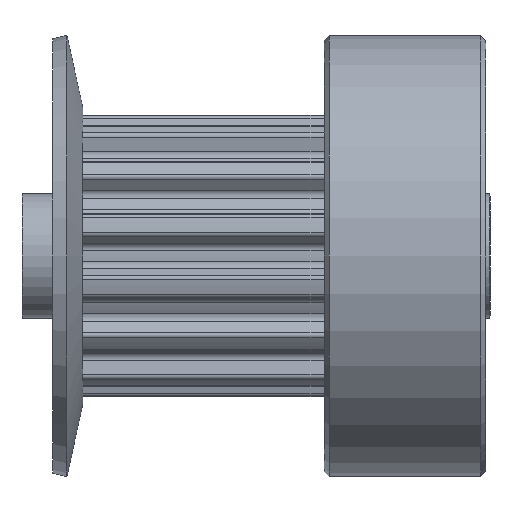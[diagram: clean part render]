
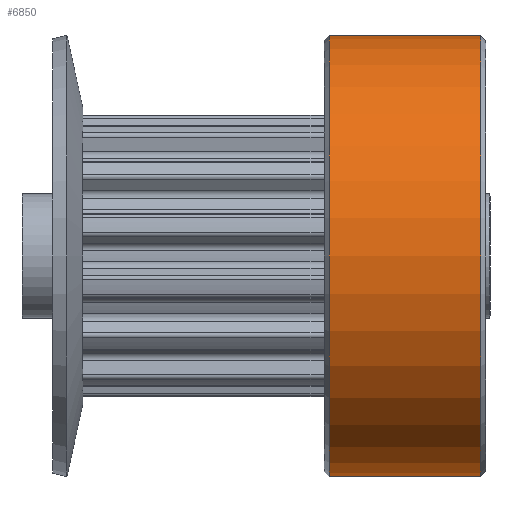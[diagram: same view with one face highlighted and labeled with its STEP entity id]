
A CAD part, front view. The second image highlights one B-rep face of the part: STEP entity #6850.
In plain terms, the highlighted cylindrical face has radius 6.731 mm (diameter 13.462 mm), a partial arc.
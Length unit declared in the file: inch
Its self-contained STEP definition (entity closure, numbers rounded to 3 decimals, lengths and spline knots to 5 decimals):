
#194 = CARTESIAN_POINT ( 'NONE',  ( -0.31404, 0., -0.265 ) ) ;
#797 = VERTEX_POINT ( 'NONE', #6052 ) ;
#835 = CYLINDRICAL_SURFACE ( 'NONE', #4567, 0.265 ) ;
#1025 = FACE_OUTER_BOUND ( 'NONE', #6030, .T. ) ;
#1250 = ORIENTED_EDGE ( 'NONE', *, *, #4710, .T. ) ;
#1271 = VERTEX_POINT ( 'NONE', #2198 ) ;
#1304 = DIRECTION ( 'NONE',  ( -1., 0., 0. ) ) ;
#1413 = LINE ( 'NONE', #194, #6694 ) ;
#1488 = DIRECTION ( 'NONE',  ( 0., 0., 1. ) ) ;
#1529 = EDGE_CURVE ( 'NONE', #1271, #3363, #1413, .T. ) ;
#1593 = CARTESIAN_POINT ( 'NONE',  ( 0.26995, 0., 0. ) ) ;
#2031 = CARTESIAN_POINT ( 'NONE',  ( 0.08805, 0., 0. ) ) ;
#2040 = DIRECTION ( 'NONE',  ( -1., 0., 0. ) ) ;
#2132 = DIRECTION ( 'NONE',  ( 0., 0., -1. ) ) ;
#2198 = CARTESIAN_POINT ( 'NONE',  ( 0.26995, 0., -0.265 ) ) ;
#2235 = LINE ( 'NONE', #5966, #5203 ) ;
#2567 = DIRECTION ( 'NONE',  ( 0., 0., 1. ) ) ;
#3340 = DIRECTION ( 'NONE',  ( -1., 0., 0. ) ) ;
#3363 = VERTEX_POINT ( 'NONE', #4673 ) ;
#3935 = EDGE_CURVE ( 'NONE', #797, #3363, #6779, .T. ) ;
#4046 = VERTEX_POINT ( 'NONE', #6362 ) ;
#4567 = AXIS2_PLACEMENT_3D ( 'NONE', #5724, #2040, #1488 ) ;
#4673 = CARTESIAN_POINT ( 'NONE',  ( 0.08805, 0., -0.265 ) ) ;
#4710 = EDGE_CURVE ( 'NONE', #4046, #797, #2235, .T. ) ;
#4902 = AXIS2_PLACEMENT_3D ( 'NONE', #2031, #5718, #2567 ) ;
#5175 = AXIS2_PLACEMENT_3D ( 'NONE', #1593, #5290, #2132 ) ;
#5203 = VECTOR ( 'NONE', #3340, 39.37008 ) ;
#5290 = DIRECTION ( 'NONE',  ( -1., 0., 0. ) ) ;
#5608 = ORIENTED_EDGE ( 'NONE', *, *, #6325, .T. ) ;
#5718 = DIRECTION ( 'NONE',  ( 1., 0., 0. ) ) ;
#5724 = CARTESIAN_POINT ( 'NONE',  ( -0.31404, 0., 0. ) ) ;
#5801 = ORIENTED_EDGE ( 'NONE', *, *, #1529, .F. ) ;
#5966 = CARTESIAN_POINT ( 'NONE',  ( -0.31404, 0., 0.265 ) ) ;
#6030 = EDGE_LOOP ( 'NONE', ( #5801, #5608, #1250, #6098 ) ) ;
#6052 = CARTESIAN_POINT ( 'NONE',  ( 0.08805, 0., 0.265 ) ) ;
#6098 = ORIENTED_EDGE ( 'NONE', *, *, #3935, .T. ) ;
#6230 = CIRCLE ( 'NONE', #5175, 0.265 ) ;
#6325 = EDGE_CURVE ( 'NONE', #1271, #4046, #6230, .T. ) ;
#6362 = CARTESIAN_POINT ( 'NONE',  ( 0.26995, 0., 0.265 ) ) ;
#6694 = VECTOR ( 'NONE', #1304, 39.37008 ) ;
#6779 = CIRCLE ( 'NONE', #4902, 0.265 ) ;
#6850 = ADVANCED_FACE ( 'NONE', ( #1025 ), #835, .T. ) ;
